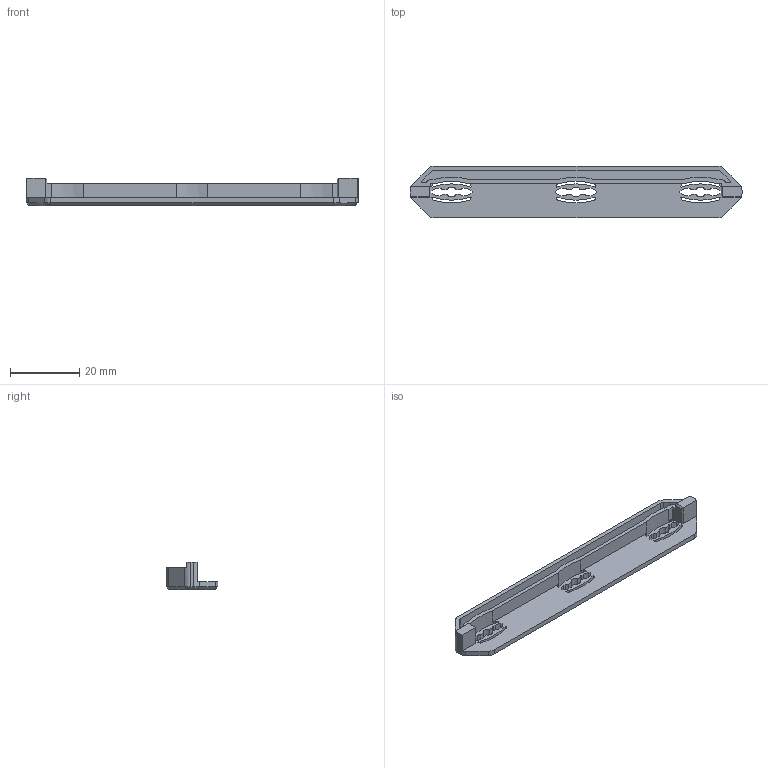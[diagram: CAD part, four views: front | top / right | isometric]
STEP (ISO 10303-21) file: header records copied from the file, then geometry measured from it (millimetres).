
FILE_DESCRIPTION(/* description */ ('','CAx-IF Rec.Pracs.---Representation and Presentation of Product Manufacturing Information (PMI)---4.0---2014-10-13'),/* implementation_level */ '2;1');
FILE_NAME(/* name */ '1515 Triple Lock Body 4mm v1.step',/* time_stamp */ '2024-12-04T10:40:35-07:00',/* author */ (''),/* organization */ (''),/* preprocessor_version */ 'ST-DEVELOPER v20',/* originating_system */ 'Autodesk Translation Framework v13.20.0.188',/* authorisation */ '');
FILE_SCHEMA (('AP242_MANAGED_MODEL_BASED_3D_ENGINEERING_MIM_LF { 1 0 10303 442 1 1 4 }'));
Length unit declared in the file: millimetre
Products named in the file (1): FusionComponent
Bounding box: 96 x 15 x 7.85 mm (x, y, z)
Volume: 3880.5 mm3; surface area: 5045.3 mm2
Topology: 1 solids, 1 shells, 222 faces, 630 edges, 414 vertices
Faces by surface type: plane 111, cylinder 97, cone 14
Full cylindrical faces by diameter (mm): 1.125 x6
Entity records: 7347 total; most frequent: DIRECTION 1324, CARTESIAN_POINT 1267, ORIENTED_EDGE 1260, EDGE_CURVE 630, AXIS2_PLACEMENT_3D 471, VERTEX_POINT 414, LINE 382, VECTOR 382
